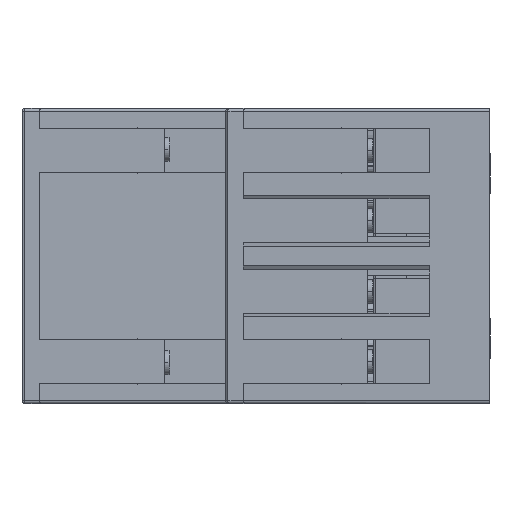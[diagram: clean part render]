
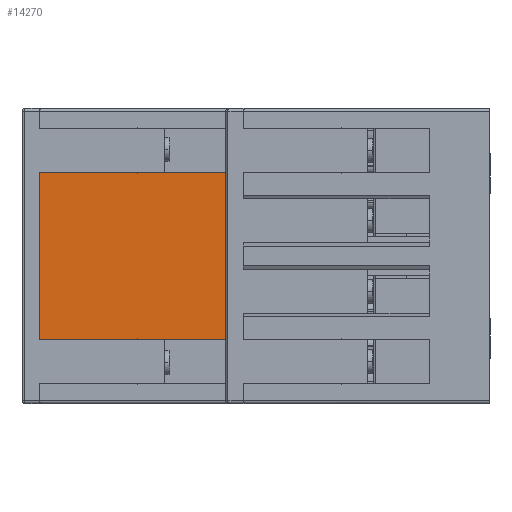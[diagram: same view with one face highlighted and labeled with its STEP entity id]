
A CAD part, left-side view. The second image highlights one B-rep face of the part: STEP entity #14270.
In plain terms, the highlighted planar face has unit normal (-1, 0, 0).
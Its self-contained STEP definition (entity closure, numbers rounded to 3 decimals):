
#1441 = FACE_OUTER_BOUND ( 'NONE', #92287, .T. ) ;
#2172 = DIRECTION ( 'NONE',  ( 0., 0., -1. ) ) ;
#4075 = CARTESIAN_POINT ( 'NONE',  ( -68.8, 40.9, -7.6 ) ) ;
#4301 = VECTOR ( 'NONE', #2172, 1000. ) ;
#4968 = CARTESIAN_POINT ( 'NONE',  ( -68.8, 24., -7.6 ) ) ;
#6602 = DIRECTION ( 'NONE',  ( 0., 1., 0. ) ) ;
#6857 = LINE ( 'NONE', #98602, #4301 ) ;
#9226 = LINE ( 'NONE', #22080, #70925 ) ;
#10122 = VERTEX_POINT ( 'NONE', #73831 ) ;
#12822 = EDGE_CURVE ( 'NONE', #88087, #87431, #6857, .T. ) ;
#14270 = ADVANCED_FACE ( 'NONE', ( #1441 ), #103586, .F. ) ;
#15213 = ORIENTED_EDGE ( 'NONE', *, *, #100441, .T. ) ;
#17951 = CARTESIAN_POINT ( 'NONE',  ( -68.8, 40.9, 13.45 ) ) ;
#18725 = ORIENTED_EDGE ( 'NONE', *, *, #12822, .F. ) ;
#19985 = EDGE_CURVE ( 'NONE', #88087, #51468, #64395, .T. ) ;
#22080 = CARTESIAN_POINT ( 'NONE',  ( -68.8, 32., 7.6 ) ) ;
#25001 = DIRECTION ( 'NONE',  ( 0., 1., 0. ) ) ;
#29421 = AXIS2_PLACEMENT_3D ( 'NONE', #31411, #39544, #95809 ) ;
#30851 = CARTESIAN_POINT ( 'NONE',  ( -68.8, 24., 7.6 ) ) ;
#31411 = CARTESIAN_POINT ( 'NONE',  ( -68.8, 24., 13.45 ) ) ;
#31637 = ORIENTED_EDGE ( 'NONE', *, *, #74997, .T. ) ;
#32084 = DIRECTION ( 'NONE',  ( 0., -1., 0. ) ) ;
#34622 = EDGE_CURVE ( 'NONE', #51468, #10122, #9226, .T. ) ;
#39544 = DIRECTION ( 'NONE',  ( 1., 0., 0. ) ) ;
#40763 = DIRECTION ( 'NONE',  ( 0., -1., 0. ) ) ;
#45701 = EDGE_CURVE ( 'NONE', #10122, #98721, #73196, .T. ) ;
#47758 = LINE ( 'NONE', #88394, #69153 ) ;
#51468 = VERTEX_POINT ( 'NONE', #76889 ) ;
#51854 = ORIENTED_EDGE ( 'NONE', *, *, #45701, .T. ) ;
#56934 = CARTESIAN_POINT ( 'NONE',  ( -68.8, 24., -7.6 ) ) ;
#61778 = CARTESIAN_POINT ( 'NONE',  ( -68.8, 32., -7.6 ) ) ;
#64395 = LINE ( 'NONE', #81281, #85787 ) ;
#64529 = ORIENTED_EDGE ( 'NONE', *, *, #19985, .T. ) ;
#69153 = VECTOR ( 'NONE', #32084, 1000. ) ;
#70925 = VECTOR ( 'NONE', #6602, 1000. ) ;
#73196 = LINE ( 'NONE', #17951, #94611 ) ;
#73831 = CARTESIAN_POINT ( 'NONE',  ( -68.8, 40.9, 7.6 ) ) ;
#74997 = EDGE_CURVE ( 'NONE', #98721, #100837, #47758, .T. ) ;
#76889 = CARTESIAN_POINT ( 'NONE',  ( -68.8, 32., 7.6 ) ) ;
#81281 = CARTESIAN_POINT ( 'NONE',  ( -68.8, 24., 7.6 ) ) ;
#82090 = ORIENTED_EDGE ( 'NONE', *, *, #34622, .T. ) ;
#82315 = DIRECTION ( 'NONE',  ( 0., 0., -1. ) ) ;
#85787 = VECTOR ( 'NONE', #25001, 1000. ) ;
#87431 = VERTEX_POINT ( 'NONE', #4968 ) ;
#88087 = VERTEX_POINT ( 'NONE', #30851 ) ;
#88394 = CARTESIAN_POINT ( 'NONE',  ( -68.8, 24., -7.6 ) ) ;
#92287 = EDGE_LOOP ( 'NONE', ( #51854, #31637, #15213, #18725, #64529, #82090 ) ) ;
#94611 = VECTOR ( 'NONE', #82315, 1000. ) ;
#95809 = DIRECTION ( 'NONE',  ( 0., 1., 0. ) ) ;
#98602 = CARTESIAN_POINT ( 'NONE',  ( -68.8, 24., 13.45 ) ) ;
#98721 = VERTEX_POINT ( 'NONE', #4075 ) ;
#100441 = EDGE_CURVE ( 'NONE', #100837, #87431, #103742, .T. ) ;
#100837 = VERTEX_POINT ( 'NONE', #61778 ) ;
#101195 = VECTOR ( 'NONE', #40763, 1000. ) ;
#103586 = PLANE ( 'NONE',  #29421 ) ;
#103742 = LINE ( 'NONE', #56934, #101195 ) ;
